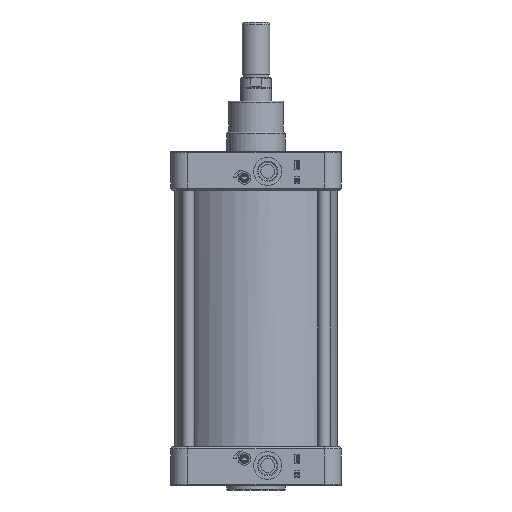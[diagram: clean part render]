
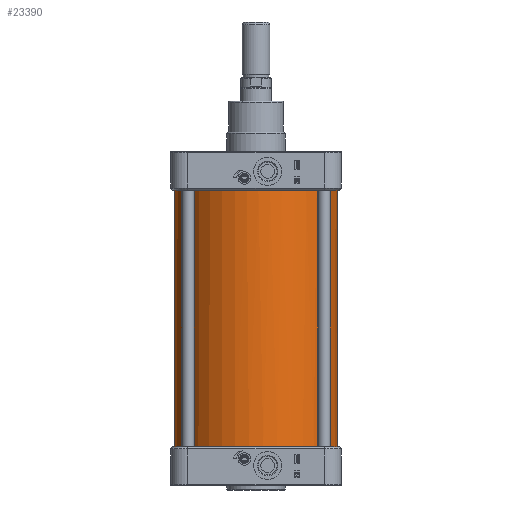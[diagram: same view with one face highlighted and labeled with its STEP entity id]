
A CAD part, front view. The second image highlights one B-rep face of the part: STEP entity #23390.
In plain terms, the highlighted cylindrical face has radius 105 mm (diameter 210 mm), a full revolution.
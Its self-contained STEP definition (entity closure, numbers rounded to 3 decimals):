
#9097=CARTESIAN_POINT('',(-27.0,-101.469,-165.0));
#9098=VERTEX_POINT('',#9097);
#9099=CARTESIAN_POINT('',(0.0,0.0,-165.0));
#9100=DIRECTION('',(0.0,0.0,1.0));
#9101=DIRECTION('',(-1.0,0.0,0.0));
#9102=AXIS2_PLACEMENT_3D('',#9099,#9100,#9101);
#9103=CIRCLE('',#9102,105.0);
#9104=EDGE_CURVE('',#9098,#9098,#9103,.T.);
#23371=CARTESIAN_POINT('',(0.0,0.0,0.0));
#23372=DIRECTION('',(0.0,0.0,1.0));
#23373=DIRECTION('',(-1.0,0.0,0.0));
#23374=AXIS2_PLACEMENT_3D('',#23371,#23372,#23373);
#23375=CYLINDRICAL_SURFACE('',#23374,105.0);
#23376=ORIENTED_EDGE('',*,*,#9104,.T.);
#23377=EDGE_LOOP('',(#23376));
#23378=FACE_OUTER_BOUND('',#23377,.T.);
#23379=CARTESIAN_POINT('',(33.,-99.679,165.0));
#23380=VERTEX_POINT('',#23379);
#23381=CARTESIAN_POINT('',(0.0,0.0,165.0));
#23382=DIRECTION('',(0.0,0.0,-1.0));
#23383=DIRECTION('',(-1.0,0.0,0.0));
#23384=AXIS2_PLACEMENT_3D('',#23381,#23382,#23383);
#23385=CIRCLE('',#23384,105.0);
#23386=EDGE_CURVE('',#23380,#23380,#23385,.T.);
#23387=ORIENTED_EDGE('',*,*,#23386,.T.);
#23388=EDGE_LOOP('',(#23387));
#23389=FACE_BOUND('',#23388,.T.);
#23390=ADVANCED_FACE('',(#23378,#23389),#23375,.T.);
